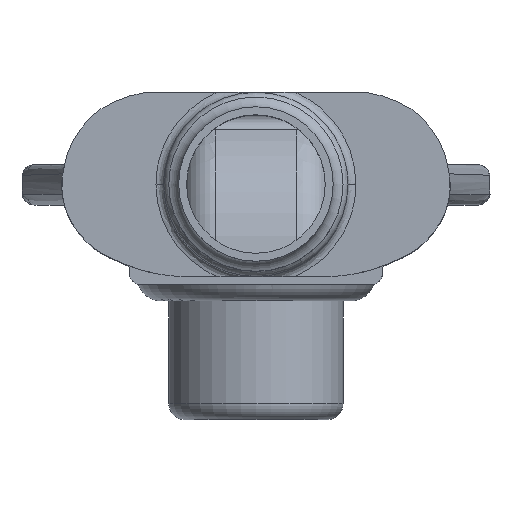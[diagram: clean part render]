
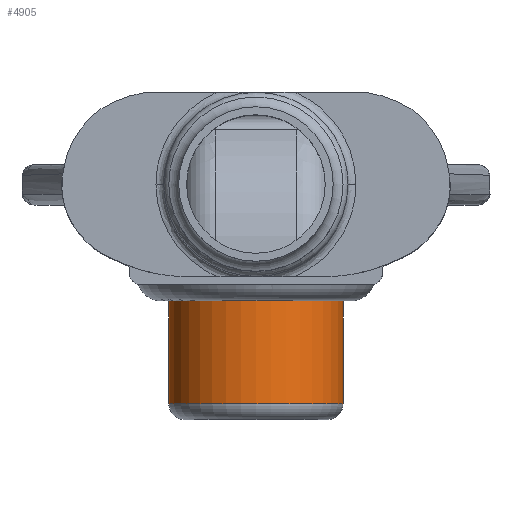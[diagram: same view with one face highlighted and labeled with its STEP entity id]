
A CAD part, top view. The second image highlights one B-rep face of the part: STEP entity #4905.
In plain terms, the highlighted cylindrical face has radius 11 mm (diameter 22 mm), a full revolution.
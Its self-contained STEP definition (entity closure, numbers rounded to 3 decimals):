
#84=CYLINDRICAL_SURFACE('',#5255,11.);
#450=LINE('',#9898,#824);
#824=VECTOR('',#6238,11.);
#1187=FACE_OUTER_BOUND('',#1458,.T.);
#1458=EDGE_LOOP('',(#4264,#4265,#4266,#4267,#4268,#4269,#4270));
#1621=CIRCLE('',#5198,11.);
#1622=CIRCLE('',#5199,11.);
#1650=CIRCLE('',#5251,11.);
#1651=CIRCLE('',#5252,11.);
#1652=CIRCLE('',#5253,11.);
#2275=VERTEX_POINT('',#9323);
#2276=VERTEX_POINT('',#9324);
#2337=VERTEX_POINT('',#9889);
#2338=VERTEX_POINT('',#9891);
#2339=VERTEX_POINT('',#9893);
#2931=EDGE_CURVE('',#2275,#2276,#1621,.T.);
#2932=EDGE_CURVE('',#2276,#2275,#1622,.T.);
#3023=EDGE_CURVE('',#2337,#2338,#1650,.T.);
#3024=EDGE_CURVE('',#2338,#2339,#1651,.T.);
#3025=EDGE_CURVE('',#2339,#2337,#1652,.T.);
#3027=EDGE_CURVE('',#2338,#2276,#450,.T.);
#4264=ORIENTED_EDGE('',*,*,#3025,.F.);
#4265=ORIENTED_EDGE('',*,*,#3024,.F.);
#4266=ORIENTED_EDGE('',*,*,#3027,.T.);
#4267=ORIENTED_EDGE('',*,*,#2931,.F.);
#4268=ORIENTED_EDGE('',*,*,#2932,.F.);
#4269=ORIENTED_EDGE('',*,*,#3027,.F.);
#4270=ORIENTED_EDGE('',*,*,#3023,.F.);
#4905=ADVANCED_FACE('',(#1187),#84,.T.);
#5198=AXIS2_PLACEMENT_3D('',#9325,#6089,#6090);
#5199=AXIS2_PLACEMENT_3D('',#9326,#6091,#6092);
#5251=AXIS2_PLACEMENT_3D('',#9892,#6228,#6229);
#5252=AXIS2_PLACEMENT_3D('',#9894,#6230,#6231);
#5253=AXIS2_PLACEMENT_3D('',#9895,#6232,#6233);
#5255=AXIS2_PLACEMENT_3D('',#9897,#6236,#6237);
#6089=DIRECTION('center_axis',(0.,1.,0.));
#6090=DIRECTION('ref_axis',(1.,0.,0.));
#6091=DIRECTION('center_axis',(0.,1.,0.));
#6092=DIRECTION('ref_axis',(1.,0.,0.));
#6228=DIRECTION('center_axis',(0.,-1.,0.));
#6229=DIRECTION('ref_axis',(-1.,0.,0.));
#6230=DIRECTION('center_axis',(0.,-1.,0.));
#6231=DIRECTION('ref_axis',(-1.,0.,0.));
#6232=DIRECTION('center_axis',(0.,-1.,0.));
#6233=DIRECTION('ref_axis',(-1.,0.,0.));
#6236=DIRECTION('center_axis',(0.,-1.,0.));
#6237=DIRECTION('ref_axis',(1.,0.,0.));
#6238=DIRECTION('',(0.,1.,0.));
#9323=CARTESIAN_POINT('',(11.007,-14.663,7.5));
#9324=CARTESIAN_POINT('',(-10.993,-14.663,7.5));
#9325=CARTESIAN_POINT('Origin',(0.007,-14.663,7.5));
#9326=CARTESIAN_POINT('Origin',(0.007,-14.663,7.5));
#9889=CARTESIAN_POINT('',(0.007,-27.663,18.5));
#9891=CARTESIAN_POINT('',(-10.993,-27.663,7.5));
#9892=CARTESIAN_POINT('Origin',(0.007,-27.663,7.5));
#9893=CARTESIAN_POINT('',(11.007,-27.663,7.5));
#9894=CARTESIAN_POINT('Origin',(0.007,-27.663,7.5));
#9895=CARTESIAN_POINT('Origin',(0.007,-27.663,7.5));
#9897=CARTESIAN_POINT('Origin',(0.007,-14.663,7.5));
#9898=CARTESIAN_POINT('',(-10.993,-14.663,7.5));
